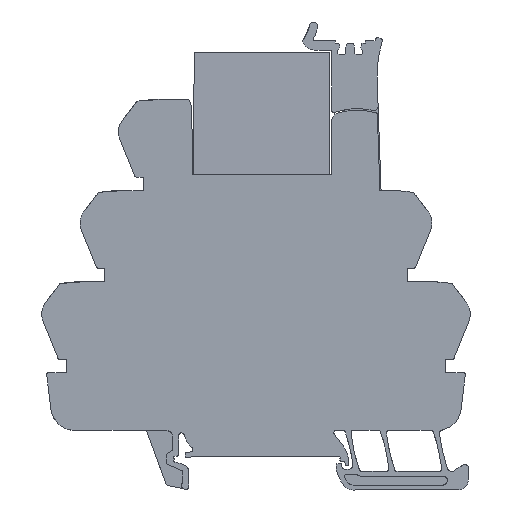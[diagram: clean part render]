
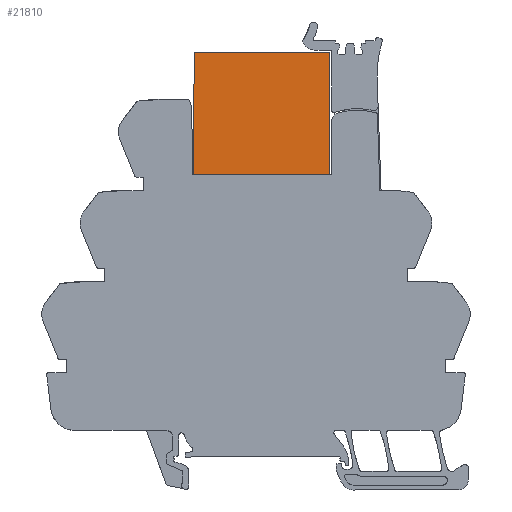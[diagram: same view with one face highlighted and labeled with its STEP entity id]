
A CAD part, left-side view. The second image highlights one B-rep face of the part: STEP entity #21810.
In plain terms, the highlighted planar face has unit normal (-1, 0, 0.004).
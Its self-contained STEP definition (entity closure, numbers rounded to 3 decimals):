
#21758=AXIS2_PLACEMENT_3D('Plane Axis2P3D',#21755,#21756,#21757) ;
#21755=CARTESIAN_POINT('Axis2P3D Location',(0.049,57.771,65.7)) ;
#21760=CARTESIAN_POINT('Line Origine',(0.093,57.636,78.4)) ;
#21764=CARTESIAN_POINT('Vertex',(0.049,57.68,65.7)) ;
#21766=CARTESIAN_POINT('Vertex',(0.138,57.591,91.1)) ;
#21769=CARTESIAN_POINT('Line Origine',(0.049,43.479,65.7)) ;
#21773=CARTESIAN_POINT('Vertex',(0.049,29.278,65.7)) ;
#21776=CARTESIAN_POINT('Line Origine',(0.093,29.323,78.4)) ;
#21780=CARTESIAN_POINT('Vertex',(0.138,29.367,91.1)) ;
#21783=CARTESIAN_POINT('Line Origine',(0.138,29.367,91.15)) ;
#21787=CARTESIAN_POINT('Vertex',(0.138,29.367,91.2)) ;
#21790=CARTESIAN_POINT('Line Origine',(0.138,43.479,91.2)) ;
#21794=CARTESIAN_POINT('Vertex',(0.138,57.591,91.2)) ;
#21797=CARTESIAN_POINT('Line Origine',(0.138,57.591,91.15)) ;
#21756=DIRECTION('Axis2P3D Direction',(1.,0.,-0.003)) ;
#21757=DIRECTION('Axis2P3D XDirection',(0.003,0.,1.)) ;
#21761=DIRECTION('Vector Direction',(0.003,-0.003,1.)) ;
#21770=DIRECTION('Vector Direction',(0.,-1.,0.)) ;
#21777=DIRECTION('Vector Direction',(-0.003,-0.003,-1.)) ;
#21784=DIRECTION('Vector Direction',(-0.003,-0.003,-1.)) ;
#21791=DIRECTION('Vector Direction',(0.,1.,0.)) ;
#21798=DIRECTION('Vector Direction',(0.003,-0.003,1.)) ;
#21762=VECTOR('Line Direction',#21761,1.) ;
#21771=VECTOR('Line Direction',#21770,1.) ;
#21778=VECTOR('Line Direction',#21777,1.) ;
#21785=VECTOR('Line Direction',#21784,1.) ;
#21792=VECTOR('Line Direction',#21791,1.) ;
#21799=VECTOR('Line Direction',#21798,1.) ;
#21803=ORIENTED_EDGE('',*,*,#21768,.F.) ;
#21804=ORIENTED_EDGE('',*,*,#21775,.T.) ;
#21805=ORIENTED_EDGE('',*,*,#21782,.F.) ;
#21806=ORIENTED_EDGE('',*,*,#21789,.F.) ;
#21807=ORIENTED_EDGE('',*,*,#21796,.T.) ;
#21808=ORIENTED_EDGE('',*,*,#21801,.F.) ;
#21810=ADVANCED_FACE('Termseries',(#21809),#21759,.F.) ;
#21768=EDGE_CURVE('',#21765,#21767,#21763,.T.) ;
#21775=EDGE_CURVE('',#21765,#21774,#21772,.T.) ;
#21782=EDGE_CURVE('',#21781,#21774,#21779,.T.) ;
#21789=EDGE_CURVE('',#21788,#21781,#21786,.T.) ;
#21796=EDGE_CURVE('',#21788,#21795,#21793,.T.) ;
#21801=EDGE_CURVE('',#21767,#21795,#21800,.T.) ;
#21802=EDGE_LOOP('',(#21803,#21804,#21805,#21806,#21807,#21808)) ;
#21809=FACE_OUTER_BOUND('',#21802,.T.) ;
#21763=LINE('Line',#21760,#21762) ;
#21772=LINE('Line',#21769,#21771) ;
#21779=LINE('Line',#21776,#21778) ;
#21786=LINE('Line',#21783,#21785) ;
#21793=LINE('Line',#21790,#21792) ;
#21800=LINE('Line',#21797,#21799) ;
#21759=PLANE('',#21758) ;
#21765=VERTEX_POINT('',#21764) ;
#21767=VERTEX_POINT('',#21766) ;
#21774=VERTEX_POINT('',#21773) ;
#21781=VERTEX_POINT('',#21780) ;
#21788=VERTEX_POINT('',#21787) ;
#21795=VERTEX_POINT('',#21794) ;
